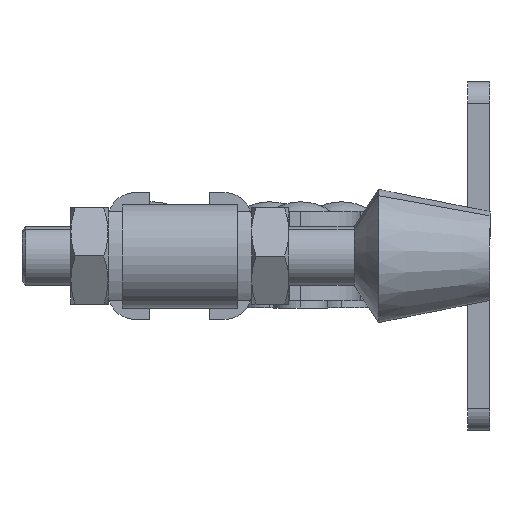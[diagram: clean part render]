
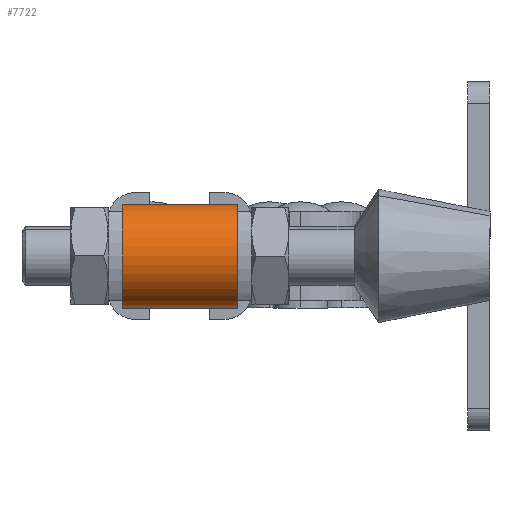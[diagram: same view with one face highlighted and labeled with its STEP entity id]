
A CAD part, left-side view. The second image highlights one B-rep face of the part: STEP entity #7722.
In plain terms, the highlighted cylindrical face has radius 7 mm (diameter 14 mm), a partial arc.
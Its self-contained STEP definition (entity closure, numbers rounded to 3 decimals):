
#303 = ORIENTED_EDGE ( 'NONE', *, *, #3069, .F. ) ;
#387 = ORIENTED_EDGE ( 'NONE', *, *, #7564, .T. ) ;
#578 = DIRECTION ( 'NONE',  ( 0., -1., 0. ) ) ;
#639 = DIRECTION ( 'NONE',  ( 0., -1., 0. ) ) ;
#741 = VERTEX_POINT ( 'NONE', #2769 ) ;
#817 = FACE_OUTER_BOUND ( 'NONE', #5921, .T. ) ;
#1377 = ORIENTED_EDGE ( 'NONE', *, *, #2912, .T. ) ;
#1470 = DIRECTION ( 'NONE',  ( 0., 1., 0. ) ) ;
#1598 = CARTESIAN_POINT ( 'NONE',  ( -107.802, 34., 7. ) ) ;
#1600 = CARTESIAN_POINT ( 'NONE',  ( -107.802, 183.621, -7. ) ) ;
#1607 = CIRCLE ( 'NONE', #5830, 7. ) ;
#1696 = CARTESIAN_POINT ( 'NONE',  ( -107.802, 49.5, 0. ) ) ;
#1819 = DIRECTION ( 'NONE',  ( 0., 1., 0. ) ) ;
#1947 = DIRECTION ( 'NONE',  ( 0., -1., 0. ) ) ;
#2062 = LINE ( 'NONE', #8305, #5348 ) ;
#2769 = CARTESIAN_POINT ( 'NONE',  ( -107.802, 49.5, -7. ) ) ;
#2912 = EDGE_CURVE ( 'NONE', #741, #8401, #8621, .T. ) ;
#3069 = EDGE_CURVE ( 'NONE', #741, #7865, #1607, .T. ) ;
#3340 = AXIS2_PLACEMENT_3D ( 'NONE', #6009, #1819, #6714 ) ;
#3636 = CARTESIAN_POINT ( 'NONE',  ( -107.802, 49.5, 7. ) ) ;
#5348 = VECTOR ( 'NONE', #639, 1000. ) ;
#5481 = CARTESIAN_POINT ( 'NONE',  ( -107.802, 183.621, 0. ) ) ;
#5607 = ORIENTED_EDGE ( 'NONE', *, *, #6186, .F. ) ;
#5830 = AXIS2_PLACEMENT_3D ( 'NONE', #1696, #1470, #6379 ) ;
#5921 = EDGE_LOOP ( 'NONE', ( #1377, #387, #5607, #303 ) ) ;
#6009 = CARTESIAN_POINT ( 'NONE',  ( -107.802, 34., 0. ) ) ;
#6162 = CYLINDRICAL_SURFACE ( 'NONE', #8489, 7. ) ;
#6186 = EDGE_CURVE ( 'NONE', #7865, #7924, #2062, .T. ) ;
#6379 = DIRECTION ( 'NONE',  ( 1., 0., 0. ) ) ;
#6714 = DIRECTION ( 'NONE',  ( 1., 0., 0. ) ) ;
#6762 = VECTOR ( 'NONE', #1947, 1000. ) ;
#7480 = CIRCLE ( 'NONE', #3340, 7. ) ;
#7564 = EDGE_CURVE ( 'NONE', #8401, #7924, #7480, .T. ) ;
#7722 = ADVANCED_FACE ( 'NONE', ( #817 ), #6162, .T. ) ;
#7742 = CARTESIAN_POINT ( 'NONE',  ( -107.802, 34., -7. ) ) ;
#7865 = VERTEX_POINT ( 'NONE', #3636 ) ;
#7924 = VERTEX_POINT ( 'NONE', #1598 ) ;
#8305 = CARTESIAN_POINT ( 'NONE',  ( -107.802, 183.621, 7. ) ) ;
#8401 = VERTEX_POINT ( 'NONE', #7742 ) ;
#8489 = AXIS2_PLACEMENT_3D ( 'NONE', #5481, #578, #8959 ) ;
#8621 = LINE ( 'NONE', #1600, #6762 ) ;
#8959 = DIRECTION ( 'NONE',  ( 1., 0., 0. ) ) ;
